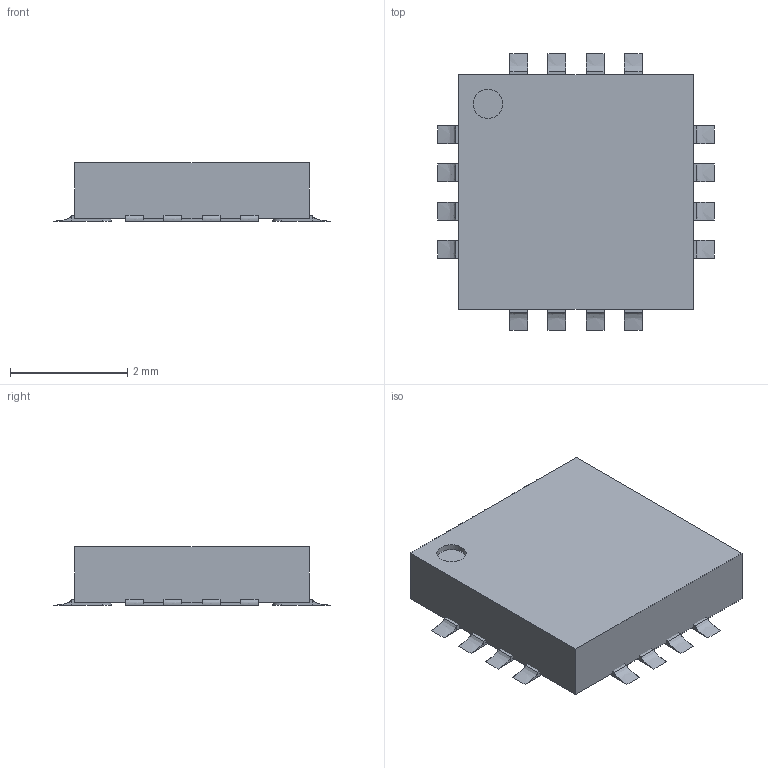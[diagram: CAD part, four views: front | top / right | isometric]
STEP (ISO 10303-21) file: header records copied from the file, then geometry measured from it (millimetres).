
FILE_DESCRIPTION(('STEP AP242'), '1');
FILE_NAME('QFN-16', '', ('UNSPECIFIED'), ('UNSPECIFIED'), 'C3D Converter', 'C3D Toolkit', '');
FILE_SCHEMA(('AP242_MANAGED_MODEL_BASED_3D_ENGINEERING_MIM_LF { 1 0 10303 442 1 1 4 }'));
Length unit declared in the file: millimetre
Products named in the file (6): ASSEMBLY; Body; ThermalPin; PinsArrayLR; PinsArrayTB
Assembly tree (5 placements, depth 2):
  ASSEMBLY
    Body
    ThermalPin
    PinsArrayLR
    PinsArrayTB
    (unnamed)
Bounding box: 4.71 x 4.71 x 1 mm (x, y, z)
Volume: 16 mm3; surface area: 70.1 mm2
Topology: 34 solids, 34 shells, 190 faces, 363 edges, 242 vertices
Faces by surface type: plane 157, cylinder 17, extrusion 16
Full cylindrical faces by diameter (mm): 0.5 x1
Entity records: 6124 total; most frequent: CARTESIAN_POINT 896, DIRECTION 740, ORIENTED_EDGE 724, EDGE_CURVE 362, VECTOR 312, LINE 296, VERTEX_POINT 242, AXIS2_PLACEMENT_3D 214
